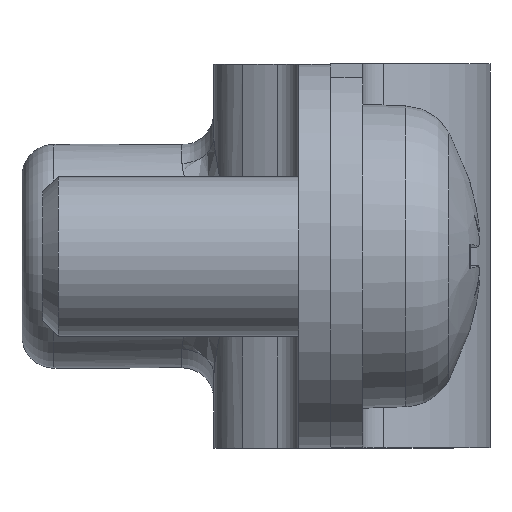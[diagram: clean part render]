
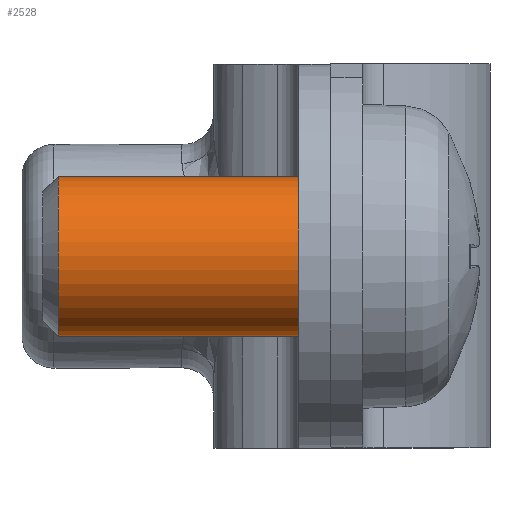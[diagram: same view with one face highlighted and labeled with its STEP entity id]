
A CAD part, left-side view. The second image highlights one B-rep face of the part: STEP entity #2528.
In plain terms, the highlighted cylindrical face has radius 2.5 mm (diameter 5 mm), a full revolution.
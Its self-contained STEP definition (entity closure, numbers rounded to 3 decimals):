
#210=CYLINDRICAL_SURFACE('',#2894,2.5);
#334=FACE_OUTER_BOUND('',#495,.T.);
#495=EDGE_LOOP('',(#2119,#2120,#2121,#2122,#2123,#2124));
#653=LINE('',#4730,#785);
#785=VECTOR('',#3567,2.5);
#918=CIRCLE('',#2892,2.5);
#919=CIRCLE('',#2893,2.5);
#920=CIRCLE('',#2895,2.5);
#921=CIRCLE('',#2896,2.5);
#1126=VERTEX_POINT('',#4723);
#1127=VERTEX_POINT('',#4725);
#1128=VERTEX_POINT('',#4729);
#1129=VERTEX_POINT('',#4731);
#1470=EDGE_CURVE('',#1126,#1127,#918,.T.);
#1471=EDGE_CURVE('',#1127,#1126,#919,.T.);
#1472=EDGE_CURVE('',#1127,#1128,#653,.T.);
#1473=EDGE_CURVE('',#1128,#1129,#920,.T.);
#1474=EDGE_CURVE('',#1129,#1128,#921,.T.);
#2119=ORIENTED_EDGE('',*,*,#1470,.F.);
#2120=ORIENTED_EDGE('',*,*,#1471,.F.);
#2121=ORIENTED_EDGE('',*,*,#1472,.T.);
#2122=ORIENTED_EDGE('',*,*,#1473,.T.);
#2123=ORIENTED_EDGE('',*,*,#1474,.T.);
#2124=ORIENTED_EDGE('',*,*,#1472,.F.);
#2528=ADVANCED_FACE('',(#334),#210,.T.);
#2892=AXIS2_PLACEMENT_3D('',#4726,#3561,#3562);
#2893=AXIS2_PLACEMENT_3D('',#4727,#3563,#3564);
#2894=AXIS2_PLACEMENT_3D('',#4728,#3565,#3566);
#2895=AXIS2_PLACEMENT_3D('',#4732,#3568,#3569);
#2896=AXIS2_PLACEMENT_3D('',#4733,#3570,#3571);
#3561=DIRECTION('center_axis',(1.,0.,0.));
#3562=DIRECTION('ref_axis',(0.,-1.,0.));
#3563=DIRECTION('center_axis',(1.,0.,0.));
#3564=DIRECTION('ref_axis',(0.,-1.,0.));
#3565=DIRECTION('center_axis',(1.,0.,0.));
#3566=DIRECTION('ref_axis',(0.,1.,0.));
#3567=DIRECTION('',(-1.,0.,0.));
#3568=DIRECTION('center_axis',(1.,0.,0.));
#3569=DIRECTION('ref_axis',(0.,1.,0.));
#3570=DIRECTION('center_axis',(1.,0.,0.));
#3571=DIRECTION('ref_axis',(0.,1.,0.));
#4723=CARTESIAN_POINT('',(9.509,2.5,0.));
#4725=CARTESIAN_POINT('',(9.509,-2.5,0.));
#4726=CARTESIAN_POINT('Origin',(9.509,0.,0.));
#4727=CARTESIAN_POINT('Origin',(9.509,0.,0.));
#4728=CARTESIAN_POINT('Origin',(5.8,0.,0.));
#4729=CARTESIAN_POINT('',(1.6,-2.5,0.));
#4730=CARTESIAN_POINT('',(5.8,-2.5,0.));
#4731=CARTESIAN_POINT('',(1.6,2.5,0.));
#4732=CARTESIAN_POINT('Origin',(1.6,0.,0.));
#4733=CARTESIAN_POINT('Origin',(1.6,0.,0.));
